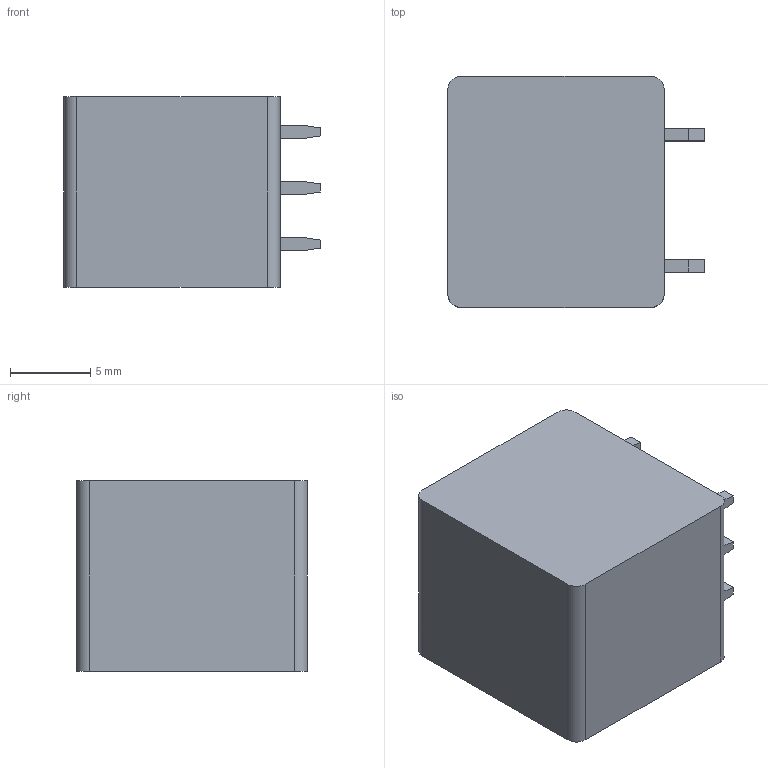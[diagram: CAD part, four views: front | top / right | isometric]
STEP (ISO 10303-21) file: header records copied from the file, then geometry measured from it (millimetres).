
FILE_DESCRIPTION((''),'2;1');
FILE_NAME('PRT0005','2024-09-25T',('sj'),(''),'PRO/ENGINEER BY PARAMETRIC TECHNOLOGY CORPORATION, 2013240','PRO/ENGINEER BY PARAMETRIC TECHNOLOGY CORPORATION, 2013240','');
FILE_SCHEMA(('AUTOMOTIVE_DESIGN_CC2 { 1 2 10303 214 -1 1 5 2 }'));
Length unit declared in the file: millimetre
Products named in the file (1): PRT0005
Bounding box: 16 x 14.4 x 11.9 mm (x, y, z)
Volume: 2228.6 mm3; surface area: 1185.6 mm2
Topology: 1 solids, 1 shells, 158 faces, 392 edges, 248 vertices
Faces by surface type: plane 82, cylinder 47, bspline 14, torus 9, cone 6
Entity records: 5280 total; most frequent: CARTESIAN_POINT 1608, ORIENTED_EDGE 784, DIRECTION 712, EDGE_CURVE 392, VERTEX_POINT 248, AXIS2_PLACEMENT_3D 238, VECTOR 236, LINE 236
